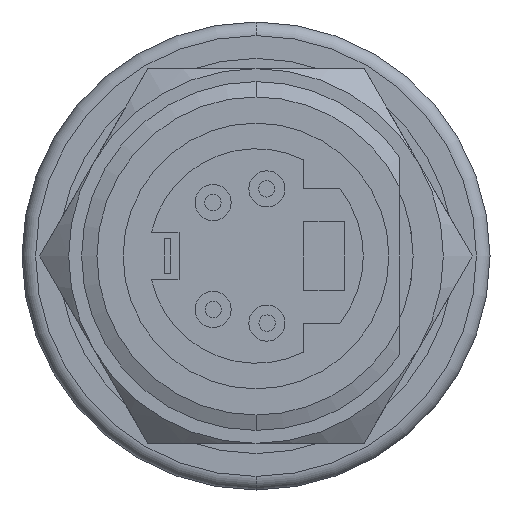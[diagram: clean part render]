
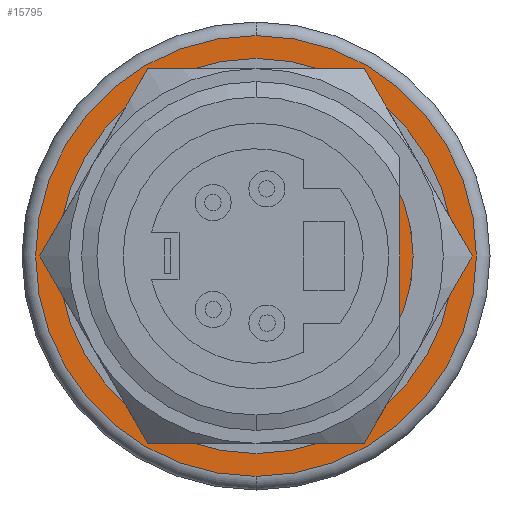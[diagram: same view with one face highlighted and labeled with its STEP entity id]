
A CAD part, front view. The second image highlights one B-rep face of the part: STEP entity #15795.
In plain terms, the highlighted planar face has unit normal (0, -1, 0).
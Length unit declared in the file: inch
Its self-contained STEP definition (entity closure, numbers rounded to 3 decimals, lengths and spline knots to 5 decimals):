
#26 = EDGE_CURVE ( 'NONE', #3610, #15508, #7066, .T. ) ;
#110 = CARTESIAN_POINT ( 'NONE',  ( 0.211, 0.4531, -0.14434 ) ) ;
#643 = CARTESIAN_POINT ( 'NONE',  ( 0., 0.4531, -0.25564 ) ) ;
#1233 = VERTEX_POINT ( 'NONE', #15434 ) ;
#1510 = DIRECTION ( 'NONE',  ( 0., 0., -1. ) ) ;
#1688 = PLANE ( 'NONE',  #13925 ) ;
#1715 = FACE_OUTER_BOUND ( 'NONE', #11990, .T. ) ;
#1716 = EDGE_CURVE ( 'NONE', #9830, #8409, #18293, .T. ) ;
#2237 = CARTESIAN_POINT ( 'NONE',  ( 0.211, 0.4531, 0.14434 ) ) ;
#2512 = AXIS2_PLACEMENT_3D ( 'NONE', #8548, #4032, #18860 ) ;
#2838 = EDGE_CURVE ( 'NONE', #1233, #11914, #3528, .T. ) ;
#3528 = CIRCLE ( 'NONE', #7928, 0.3235 ) ;
#3610 = VERTEX_POINT ( 'NONE', #643 ) ;
#3664 = EDGE_CURVE ( 'NONE', #11914, #1233, #10747, .T. ) ;
#4032 = DIRECTION ( 'NONE',  ( 0., -1., 0. ) ) ;
#4233 = DIRECTION ( 'NONE',  ( 0., 0., -1. ) ) ;
#4700 = DIRECTION ( 'NONE',  ( 0., 0., -1. ) ) ;
#5494 = CARTESIAN_POINT ( 'NONE',  ( 0., 0.4531, 0. ) ) ;
#5940 = FACE_BOUND ( 'NONE', #13205, .T. ) ;
#6023 = DIRECTION ( 'NONE',  ( 0., 1., 0. ) ) ;
#6672 = ORIENTED_EDGE ( 'NONE', *, *, #17183, .T. ) ;
#7054 = CARTESIAN_POINT ( 'NONE',  ( 0., 0.4531, 0.25564 ) ) ;
#7066 = CIRCLE ( 'NONE', #7647, 0.25564 ) ;
#7081 = DIRECTION ( 'NONE',  ( 0., 1., 0. ) ) ;
#7538 = CIRCLE ( 'NONE', #12873, 0.25564 ) ;
#7647 = AXIS2_PLACEMENT_3D ( 'NONE', #14392, #14135, #8434 ) ;
#7928 = AXIS2_PLACEMENT_3D ( 'NONE', #5494, #11562, #4233 ) ;
#8028 = ORIENTED_EDGE ( 'NONE', *, *, #1716, .T. ) ;
#8409 = VERTEX_POINT ( 'NONE', #110 ) ;
#8434 = DIRECTION ( 'NONE',  ( 0., 0., -1. ) ) ;
#8548 = CARTESIAN_POINT ( 'NONE',  ( 0., 0.4531, 0. ) ) ;
#9086 = CARTESIAN_POINT ( 'NONE',  ( 0., 0.4531, 0. ) ) ;
#9087 = DIRECTION ( 'NONE',  ( 0., -1., 0. ) ) ;
#9229 = CARTESIAN_POINT ( 'NONE',  ( 0.211, 0.4531, -0.36369 ) ) ;
#9275 = ORIENTED_EDGE ( 'NONE', *, *, #13489, .T. ) ;
#9830 = VERTEX_POINT ( 'NONE', #2237 ) ;
#10588 = DIRECTION ( 'NONE',  ( 0., 0., -1. ) ) ;
#10747 = CIRCLE ( 'NONE', #2512, 0.3235 ) ;
#10965 = ORIENTED_EDGE ( 'NONE', *, *, #3664, .T. ) ;
#11010 = CIRCLE ( 'NONE', #12053, 0.25564 ) ;
#11308 = ORIENTED_EDGE ( 'NONE', *, *, #26, .T. ) ;
#11562 = DIRECTION ( 'NONE',  ( 0., -1., 0. ) ) ;
#11914 = VERTEX_POINT ( 'NONE', #12628 ) ;
#11990 = EDGE_LOOP ( 'NONE', ( #10965, #16194 ) ) ;
#12053 = AXIS2_PLACEMENT_3D ( 'NONE', #16022, #7081, #13154 ) ;
#12628 = CARTESIAN_POINT ( 'NONE',  ( 0., 0.4531, -0.3235 ) ) ;
#12873 = AXIS2_PLACEMENT_3D ( 'NONE', #9086, #6023, #10588 ) ;
#12920 = VECTOR ( 'NONE', #1510, 39.37008 ) ;
#13154 = DIRECTION ( 'NONE',  ( 0., 0., -1. ) ) ;
#13205 = EDGE_LOOP ( 'NONE', ( #8028, #9275, #11308, #6672 ) ) ;
#13489 = EDGE_CURVE ( 'NONE', #8409, #3610, #7538, .T. ) ;
#13658 = CARTESIAN_POINT ( 'NONE',  ( 0.2335, 0.4531, 0. ) ) ;
#13925 = AXIS2_PLACEMENT_3D ( 'NONE', #13658, #9087, #4700 ) ;
#14135 = DIRECTION ( 'NONE',  ( 0., 1., 0. ) ) ;
#14392 = CARTESIAN_POINT ( 'NONE',  ( 0., 0.4531, 0. ) ) ;
#15434 = CARTESIAN_POINT ( 'NONE',  ( 0., 0.4531, 0.3235 ) ) ;
#15508 = VERTEX_POINT ( 'NONE', #7054 ) ;
#15795 = ADVANCED_FACE ( 'NONE', ( #1715, #5940 ), #1688, .T. ) ;
#16022 = CARTESIAN_POINT ( 'NONE',  ( 0., 0.4531, 0. ) ) ;
#16194 = ORIENTED_EDGE ( 'NONE', *, *, #2838, .T. ) ;
#17183 = EDGE_CURVE ( 'NONE', #15508, #9830, #11010, .T. ) ;
#18293 = LINE ( 'NONE', #9229, #12920 ) ;
#18860 = DIRECTION ( 'NONE',  ( 0., 0., -1. ) ) ;
